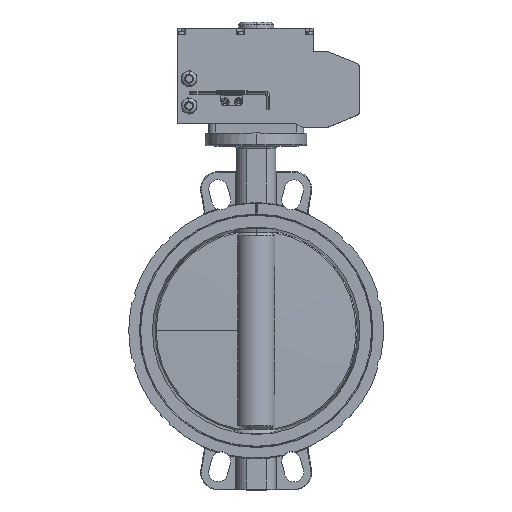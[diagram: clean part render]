
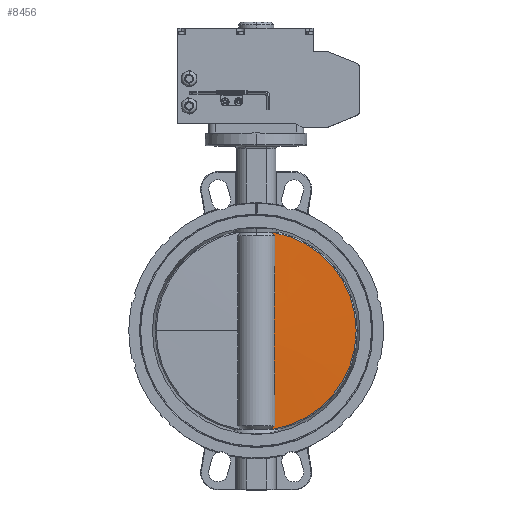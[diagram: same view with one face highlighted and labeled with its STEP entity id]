
A CAD part, top view. The second image highlights one B-rep face of the part: STEP entity #8456.
In plain terms, the highlighted conical face has half-angle 88.82 degrees and reference radius 48548.9 mm.
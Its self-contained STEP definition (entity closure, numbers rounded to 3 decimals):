
#376 = CARTESIAN_POINT ( 'NONE',  ( 372.86, 403.524, 318.719 ) ) ;
#456 = ORIENTED_EDGE ( 'NONE', *, *, #6340, .F. ) ;
#1567 = CARTESIAN_POINT ( 'NONE',  ( 371.76, 112.924, 318.723 ) ) ;
#1889 = B_SPLINE_CURVE_WITH_KNOTS ( 'NONE', 3,
 ( #24659, #33041, #16363, #32686 ),
 .UNSPECIFIED., .F., .F.,
 ( 4, 4 ),
 ( 0., 0.007 ),
 .UNSPECIFIED. ) ;
#1985 = CARTESIAN_POINT ( 'NONE',  ( 375.105, 264.07, 321.201 ) ) ;
#2044 = FACE_OUTER_BOUND ( 'NONE', #10519, .T. ) ;
#2292 = AXIS2_PLACEMENT_3D ( 'NONE', #32579, #21388, #35764 ) ;
#2723 = CARTESIAN_POINT ( 'NONE',  ( 370.66, 403.524, 318.726 ) ) ;
#2949 = CARTESIAN_POINT ( 'NONE',  ( 373.96, 403.524, 318.715 ) ) ;
#4209 = EDGE_CURVE ( 'NONE', #25341, #6069, #15683, .T. ) ;
#4303 = CARTESIAN_POINT ( 'NONE',  ( 375.577, 351.759, 319.755 ) ) ;
#4388 = CARTESIAN_POINT ( 'NONE',  ( 348.23, 258.224, -678.245 ) ) ;
#4432 = CARTESIAN_POINT ( 'NONE',  ( 375.12, 269.917, 321.159 ) ) ;
#4551 = CARTESIAN_POINT ( 'NONE',  ( 375.166, 281.609, 321.027 ) ) ;
#4783 = CARTESIAN_POINT ( 'NONE',  ( 375.833, 398.524, 318.809 ) ) ;
#5743 = CARTESIAN_POINT ( 'NONE',  ( 374.114, 400.195, 318.783 ) ) ;
#5855 = CARTESIAN_POINT ( 'NONE',  ( 375.833, 398.524, 318.809 ) ) ;
#6069 = VERTEX_POINT ( 'NONE', #9144 ) ;
#6340 = EDGE_CURVE ( 'NONE', #12726, #6069, #30801, .T. ) ;
#7478 = CARTESIAN_POINT ( 'NONE',  ( 375.711, 141.305, 319.283 ) ) ;
#7595 = CARTESIAN_POINT ( 'NONE',  ( 375.577, 164.687, 319.755 ) ) ;
#7982 = EDGE_CURVE ( 'NONE', #21141, #28226, #10744, .T. ) ;
#8298 = ORIENTED_EDGE ( 'NONE', *, *, #23685, .T. ) ;
#8456 = ADVANCED_FACE ( 'NONE', ( #2044 ), #25089, .T. ) ;
#9144 = CARTESIAN_POINT ( 'NONE',  ( 373.96, 112.924, 318.715 ) ) ;
#9618 = CARTESIAN_POINT ( 'NONE',  ( 373.96, 403.524, 318.715 ) ) ;
#9883 = EDGE_CURVE ( 'NONE', #12726, #36031, #33125, .T. ) ;
#10519 = EDGE_LOOP ( 'NONE', ( #456, #16727, #8298, #34554, #29727, #35458 ) ) ;
#10744 = B_SPLINE_CURVE_WITH_KNOTS ( 'NONE', 3,
 ( #4783, #18614, #4303, #15825, #18264, #35445, #4551, #4432, #1985, #24002, #24236, #21191, #35200, #26919, #12820, #7595, #7478, #18492 ),
 .UNSPECIFIED., .F., .F.,
 ( 4, 2, 2, 2, 2, 2, 2, 2, 4 ),
 ( 0.02, 0.09, 0.125, 0.142, 0.16, 0.178, 0.195, 0.23, 0.3 ),
 .UNSPECIFIED. ) ;
#12662 = DIRECTION ( 'NONE',  ( -1., 0., 0. ) ) ;
#12726 = VERTEX_POINT ( 'NONE', #9618 ) ;
#12820 = CARTESIAN_POINT ( 'NONE',  ( 375.366, 199.76, 320.43 ) ) ;
#14170 = EDGE_CURVE ( 'NONE', #28226, #25341, #1889, .T. ) ;
#14910 = CARTESIAN_POINT ( 'NONE',  ( 375.833, 117.924, 318.809 ) ) ;
#15683 = B_SPLINE_CURVE_WITH_KNOTS ( 'NONE', 3,
 ( #35006, #1567, #32315, #32073 ),
 .UNSPECIFIED., .F., .F.,
 ( 4, 4 ),
 ( 0.033, 0.036 ),
 .UNSPECIFIED. ) ;
#15825 = CARTESIAN_POINT ( 'NONE',  ( 375.366, 316.685, 320.43 ) ) ;
#16363 = CARTESIAN_POINT ( 'NONE',  ( 372.39, 114.584, 318.755 ) ) ;
#16727 = ORIENTED_EDGE ( 'NONE', *, *, #9883, .T. ) ;
#18264 = CARTESIAN_POINT ( 'NONE',  ( 375.294, 304.993, 320.651 ) ) ;
#18492 = CARTESIAN_POINT ( 'NONE',  ( 375.833, 117.924, 318.809 ) ) ;
#18614 = CARTESIAN_POINT ( 'NONE',  ( 375.711, 375.141, 319.283 ) ) ;
#19686 = CARTESIAN_POINT ( 'NONE',  ( 372.39, 401.863, 318.755 ) ) ;
#20482 = AXIS2_PLACEMENT_3D ( 'NONE', #4388, #26172, #12662 ) ;
#21141 = VERTEX_POINT ( 'NONE', #23977 ) ;
#21191 = CARTESIAN_POINT ( 'NONE',  ( 375.166, 234.835, 321.027 ) ) ;
#21388 = DIRECTION ( 'NONE',  ( 0., 0., -1. ) ) ;
#22387 = CARTESIAN_POINT ( 'NONE',  ( 370.66, 403.524, 318.726 ) ) ;
#23685 = EDGE_CURVE ( 'NONE', #36031, #21141, #29438, .T. ) ;
#23977 = CARTESIAN_POINT ( 'NONE',  ( 375.833, 398.524, 318.809 ) ) ;
#24002 = CARTESIAN_POINT ( 'NONE',  ( 375.105, 252.374, 321.201 ) ) ;
#24197 = CARTESIAN_POINT ( 'NONE',  ( 370.66, 112.924, 318.726 ) ) ;
#24236 = CARTESIAN_POINT ( 'NONE',  ( 375.12, 246.527, 321.159 ) ) ;
#24659 = CARTESIAN_POINT ( 'NONE',  ( 375.833, 117.924, 318.809 ) ) ;
#25089 = CONICAL_SURFACE ( 'NONE', #20482, 48548.88, 1.55 ) ;
#25341 = VERTEX_POINT ( 'NONE', #24197 ) ;
#25351 = CARTESIAN_POINT ( 'NONE',  ( 370.66, 403.524, 318.726 ) ) ;
#26172 = DIRECTION ( 'NONE',  ( 0., 0., -1. ) ) ;
#26919 = CARTESIAN_POINT ( 'NONE',  ( 375.294, 211.451, 320.651 ) ) ;
#28226 = VERTEX_POINT ( 'NONE', #14910 ) ;
#29438 = B_SPLINE_CURVE_WITH_KNOTS ( 'NONE', 3,
 ( #2723, #19686, #5743, #5855 ),
 .UNSPECIFIED., .F., .F.,
 ( 4, 4 ),
 ( 0.001, 0.008 ),
 .UNSPECIFIED. ) ;
#29727 = ORIENTED_EDGE ( 'NONE', *, *, #14170, .T. ) ;
#30801 = CIRCLE ( 'NONE', #2292, 147.561 ) ;
#32073 = CARTESIAN_POINT ( 'NONE',  ( 373.96, 112.924, 318.715 ) ) ;
#32315 = CARTESIAN_POINT ( 'NONE',  ( 372.86, 112.924, 318.719 ) ) ;
#32579 = CARTESIAN_POINT ( 'NONE',  ( 348.23, 258.224, 318.715 ) ) ;
#32686 = CARTESIAN_POINT ( 'NONE',  ( 370.66, 112.924, 318.726 ) ) ;
#33041 = CARTESIAN_POINT ( 'NONE',  ( 374.114, 116.252, 318.783 ) ) ;
#33125 = B_SPLINE_CURVE_WITH_KNOTS ( 'NONE', 3,
 ( #2949, #376, #36034, #22387 ),
 .UNSPECIFIED., .F., .F.,
 ( 4, 4 ),
 ( 0.032, 0.035 ),
 .UNSPECIFIED. ) ;
#34554 = ORIENTED_EDGE ( 'NONE', *, *, #7982, .T. ) ;
#35006 = CARTESIAN_POINT ( 'NONE',  ( 370.66, 112.924, 318.726 ) ) ;
#35200 = CARTESIAN_POINT ( 'NONE',  ( 375.197, 228.989, 320.939 ) ) ;
#35445 = CARTESIAN_POINT ( 'NONE',  ( 375.197, 287.456, 320.939 ) ) ;
#35458 = ORIENTED_EDGE ( 'NONE', *, *, #4209, .T. ) ;
#35764 = DIRECTION ( 'NONE',  ( -1., 0., 0. ) ) ;
#36031 = VERTEX_POINT ( 'NONE', #25351 ) ;
#36034 = CARTESIAN_POINT ( 'NONE',  ( 371.76, 403.524, 318.723 ) ) ;
